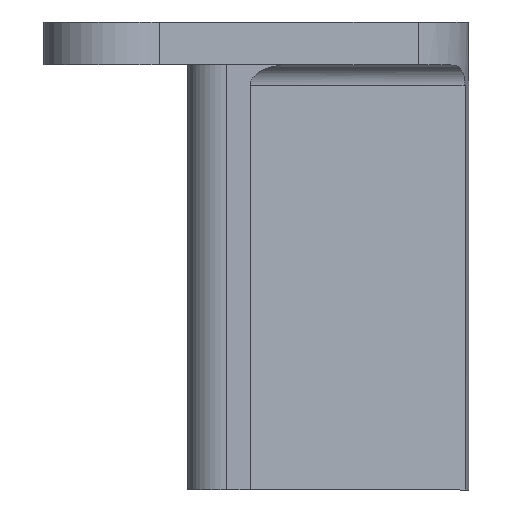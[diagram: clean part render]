
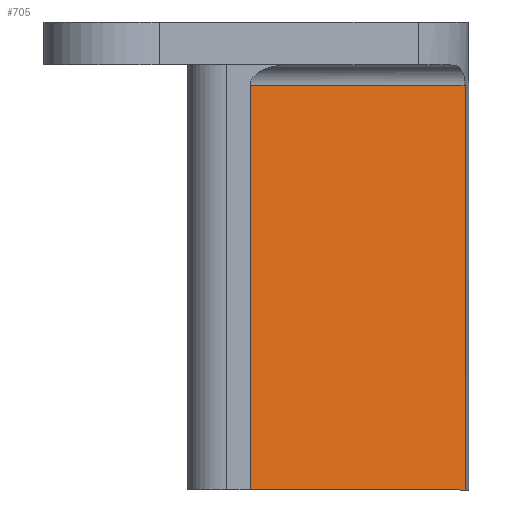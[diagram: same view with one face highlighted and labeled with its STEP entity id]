
A CAD part, left-side view. The second image highlights one B-rep face of the part: STEP entity #705.
In plain terms, the highlighted planar face has unit normal (-0.766, -0.643, 0).
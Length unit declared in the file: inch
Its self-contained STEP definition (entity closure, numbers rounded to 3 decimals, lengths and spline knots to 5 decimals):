
#39=PLANE('',#783);
#68=FACE_OUTER_BOUND('',#109,.T.);
#109=EDGE_LOOP('',(#560,#561,#562,#563));
#155=LINE('',#1109,#215);
#162=LINE('',#1173,#222);
#168=LINE('',#1190,#228);
#169=LINE('',#1192,#229);
#215=VECTOR('',#892,0.3937);
#222=VECTOR('',#923,0.3937);
#228=VECTOR('',#943,0.3937);
#229=VECTOR('',#946,0.3937);
#317=VERTEX_POINT('',#1105);
#319=VERTEX_POINT('',#1108);
#332=VERTEX_POINT('',#1169);
#334=VERTEX_POINT('',#1172);
#396=EDGE_CURVE('',#319,#317,#155,.T.);
#413=EDGE_CURVE('',#334,#332,#162,.T.);
#423=EDGE_CURVE('',#334,#317,#168,.T.);
#424=EDGE_CURVE('',#319,#332,#169,.T.);
#560=ORIENTED_EDGE('',*,*,#396,.T.);
#561=ORIENTED_EDGE('',*,*,#423,.F.);
#562=ORIENTED_EDGE('',*,*,#413,.T.);
#563=ORIENTED_EDGE('',*,*,#424,.F.);
#705=ADVANCED_FACE('',(#68),#39,.F.);
#783=AXIS2_PLACEMENT_3D('',#1191,#944,#945);
#892=DIRECTION('',(-0.643,0.766,0.));
#923=DIRECTION('',(0.643,-0.766,0.));
#943=DIRECTION('',(0.,0.,1.));
#944=DIRECTION('center_axis',(0.766,0.643,0.));
#945=DIRECTION('ref_axis',(-0.643,0.766,0.));
#946=DIRECTION('',(0.,0.,-1.));
#1105=CARTESIAN_POINT('',(-0.95451,-0.19969,0.84381));
#1108=CARTESIAN_POINT('',(-0.31893,-0.95714,0.84381));
#1109=CARTESIAN_POINT('',(-0.29417,-0.98666,0.84381));
#1169=CARTESIAN_POINT('',(-0.31893,-0.95714,-0.58119));
#1172=CARTESIAN_POINT('',(-0.95451,-0.19969,-0.58119));
#1173=CARTESIAN_POINT('',(-0.31172,-0.96574,-0.58119));
#1190=CARTESIAN_POINT('',(-0.95451,-0.19969,-0.58119));
#1191=CARTESIAN_POINT('Origin',(0.02819,-1.37082,-0.58119));
#1192=CARTESIAN_POINT('',(-0.31893,-0.95714,0.91881));
